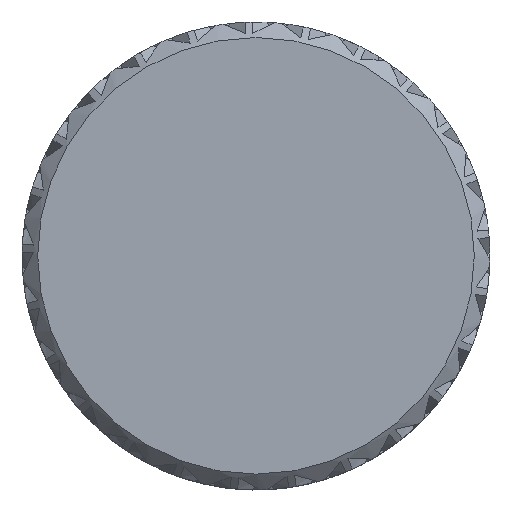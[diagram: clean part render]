
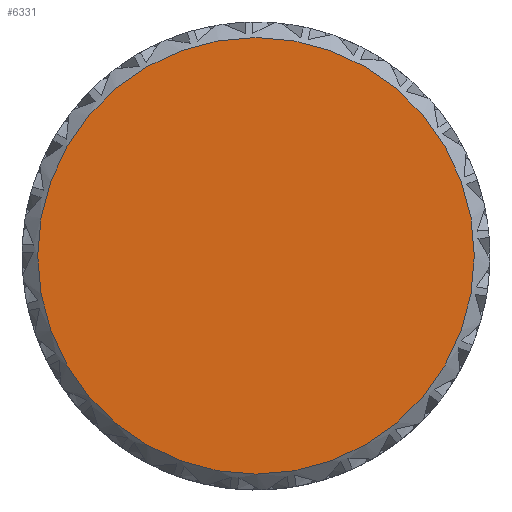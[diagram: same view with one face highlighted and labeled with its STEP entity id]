
A CAD part, top view. The second image highlights one B-rep face of the part: STEP entity #6331.
In plain terms, the highlighted planar face has unit normal (0, 0, 1).
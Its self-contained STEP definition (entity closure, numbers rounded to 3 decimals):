
#101 = VERTEX_POINT('',#102);
#102 = CARTESIAN_POINT('',(14.,0.,10.));
#108 = EDGE_CURVE('',#101,#101,#109,.T.);
#109 = CIRCLE('',#110,14.);
#110 = AXIS2_PLACEMENT_3D('',#111,#112,#113);
#111 = CARTESIAN_POINT('',(0.,0.,10.));
#112 = DIRECTION('',(0.,0.,1.));
#113 = DIRECTION('',(1.,0.,0.));
#6331 = ADVANCED_FACE('',(#6332),#6335,.T.);
#6332 = FACE_BOUND('',#6333,.T.);
#6333 = EDGE_LOOP('',(#6334));
#6334 = ORIENTED_EDGE('',*,*,#108,.T.);
#6335 = PLANE('',#6336);
#6336 = AXIS2_PLACEMENT_3D('',#6337,#6338,#6339);
#6337 = CARTESIAN_POINT('',(0.,0.,10.));
#6338 = DIRECTION('',(0.,0.,1.));
#6339 = DIRECTION('',(1.,0.,0.));
